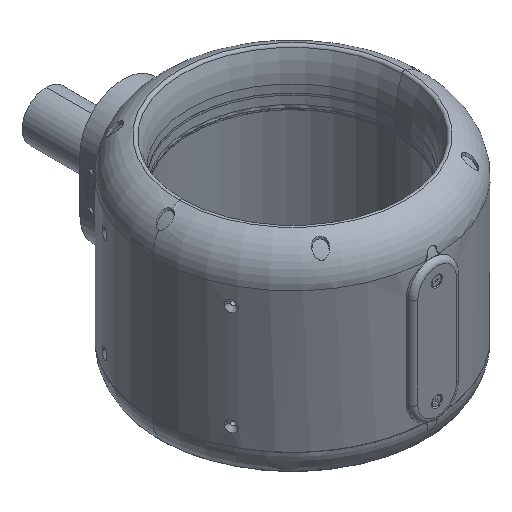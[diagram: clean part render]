
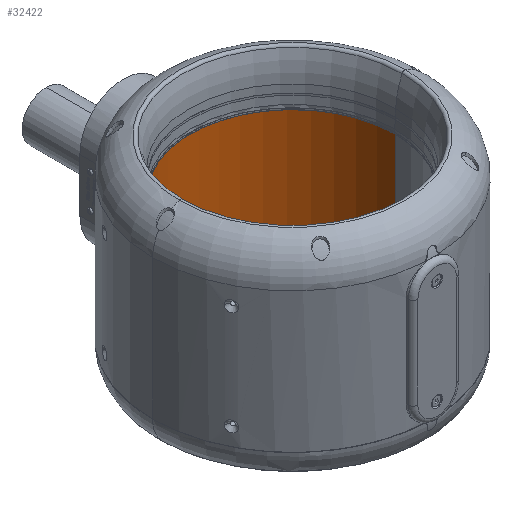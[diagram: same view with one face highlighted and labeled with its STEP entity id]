
A CAD part, isometric view. The second image highlights one B-rep face of the part: STEP entity #32422.
In plain terms, the highlighted cylindrical face has radius 106.5 mm (diameter 213 mm), a partial arc.
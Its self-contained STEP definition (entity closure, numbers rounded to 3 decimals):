
#457 = VECTOR ( 'NONE', #13809, 1000. ) ;
#543 = CARTESIAN_POINT ( 'NONE',  ( -41.87, 97.924, -40. ) ) ;
#736 = DIRECTION ( 'NONE',  ( -0.393, 0.919, 0. ) ) ;
#932 = CIRCLE ( 'NONE', #13512, 106.5 ) ;
#1663 = VECTOR ( 'NONE', #15183, 1000. ) ;
#2179 = DIRECTION ( 'NONE',  ( 0., 0., -1. ) ) ;
#2349 = VERTEX_POINT ( 'NONE', #14335 ) ;
#2364 = CARTESIAN_POINT ( 'NONE',  ( 0., 0., 75. ) ) ;
#3065 = EDGE_CURVE ( 'NONE', #36391, #2349, #932, .T. ) ;
#3500 = ORIENTED_EDGE ( 'NONE', *, *, #26897, .F. ) ;
#4135 = ORIENTED_EDGE ( 'NONE', *, *, #25244, .T. ) ;
#4875 = ORIENTED_EDGE ( 'NONE', *, *, #34020, .T. ) ;
#9538 = AXIS2_PLACEMENT_3D ( 'NONE', #15969, #27411, #24585 ) ;
#10105 = AXIS2_PLACEMENT_3D ( 'NONE', #17128, #16762, #13958 ) ;
#10521 = ORIENTED_EDGE ( 'NONE', *, *, #23626, .T. ) ;
#10954 = ORIENTED_EDGE ( 'NONE', *, *, #3065, .F. ) ;
#13512 = AXIS2_PLACEMENT_3D ( 'NONE', #2364, #2179, #19054 ) ;
#13809 = DIRECTION ( 'NONE',  ( 0., 0., -1. ) ) ;
#13958 = DIRECTION ( 'NONE',  ( -0.393, 0.919, 0. ) ) ;
#14335 = CARTESIAN_POINT ( 'NONE',  ( 106.5, 0., 75. ) ) ;
#15183 = DIRECTION ( 'NONE',  ( 0., 0., -1. ) ) ;
#15969 = CARTESIAN_POINT ( 'NONE',  ( 0., 0., 498.738 ) ) ;
#16549 = VERTEX_POINT ( 'NONE', #27686 ) ;
#16601 = CARTESIAN_POINT ( 'NONE',  ( -106.5, 0., -40. ) ) ;
#16762 = DIRECTION ( 'NONE',  ( 0., 0., -1. ) ) ;
#17128 = CARTESIAN_POINT ( 'NONE',  ( 0., 0., 75. ) ) ;
#17250 = CIRCLE ( 'NONE', #10105, 106.5 ) ;
#19054 = DIRECTION ( 'NONE',  ( -0.393, 0.919, 0. ) ) ;
#19636 = ORIENTED_EDGE ( 'NONE', *, *, #25625, .F. ) ;
#23428 = VERTEX_POINT ( 'NONE', #16601 ) ;
#23626 = EDGE_CURVE ( 'NONE', #26193, #28610, #32056, .T. ) ;
#23697 = AXIS2_PLACEMENT_3D ( 'NONE', #29492, #31934, #24071 ) ;
#23871 = CARTESIAN_POINT ( 'NONE',  ( -41.87, 97.924, 75. ) ) ;
#24071 = DIRECTION ( 'NONE',  ( -0.393, 0.919, 0. ) ) ;
#24214 = FACE_OUTER_BOUND ( 'NONE', #26035, .T. ) ;
#24585 = DIRECTION ( 'NONE',  ( -1., 0., 0. ) ) ;
#25244 = EDGE_CURVE ( 'NONE', #16549, #23428, #32410, .T. ) ;
#25291 = AXIS2_PLACEMENT_3D ( 'NONE', #31281, #31659, #736 ) ;
#25625 = EDGE_CURVE ( 'NONE', #2349, #28610, #28226, .T. ) ;
#26035 = EDGE_LOOP ( 'NONE', ( #19636, #10954, #3500, #4135, #4875, #10521 ) ) ;
#26193 = VERTEX_POINT ( 'NONE', #543 ) ;
#26897 = EDGE_CURVE ( 'NONE', #16549, #36391, #17250, .T. ) ;
#27322 = CARTESIAN_POINT ( 'NONE',  ( 106.5, 0., -40. ) ) ;
#27411 = DIRECTION ( 'NONE',  ( 0., 0., -1. ) ) ;
#27686 = CARTESIAN_POINT ( 'NONE',  ( -106.5, 0., 75. ) ) ;
#28048 = CARTESIAN_POINT ( 'NONE',  ( 106.5, 0., 498.738 ) ) ;
#28226 = LINE ( 'NONE', #28048, #457 ) ;
#28610 = VERTEX_POINT ( 'NONE', #27322 ) ;
#29492 = CARTESIAN_POINT ( 'NONE',  ( 0., 0., -40. ) ) ;
#31281 = CARTESIAN_POINT ( 'NONE',  ( 0., 0., -40. ) ) ;
#31659 = DIRECTION ( 'NONE',  ( 0., 0., -1. ) ) ;
#31934 = DIRECTION ( 'NONE',  ( 0., 0., -1. ) ) ;
#32056 = CIRCLE ( 'NONE', #23697, 106.5 ) ;
#32410 = LINE ( 'NONE', #34849, #1663 ) ;
#32422 = ADVANCED_FACE ( 'NONE', ( #24214 ), #35640, .F. ) ;
#33062 = CIRCLE ( 'NONE', #25291, 106.5 ) ;
#34020 = EDGE_CURVE ( 'NONE', #23428, #26193, #33062, .T. ) ;
#34849 = CARTESIAN_POINT ( 'NONE',  ( -106.5, 0., 498.738 ) ) ;
#35640 = CYLINDRICAL_SURFACE ( 'NONE', #9538, 106.5 ) ;
#36391 = VERTEX_POINT ( 'NONE', #23871 ) ;
